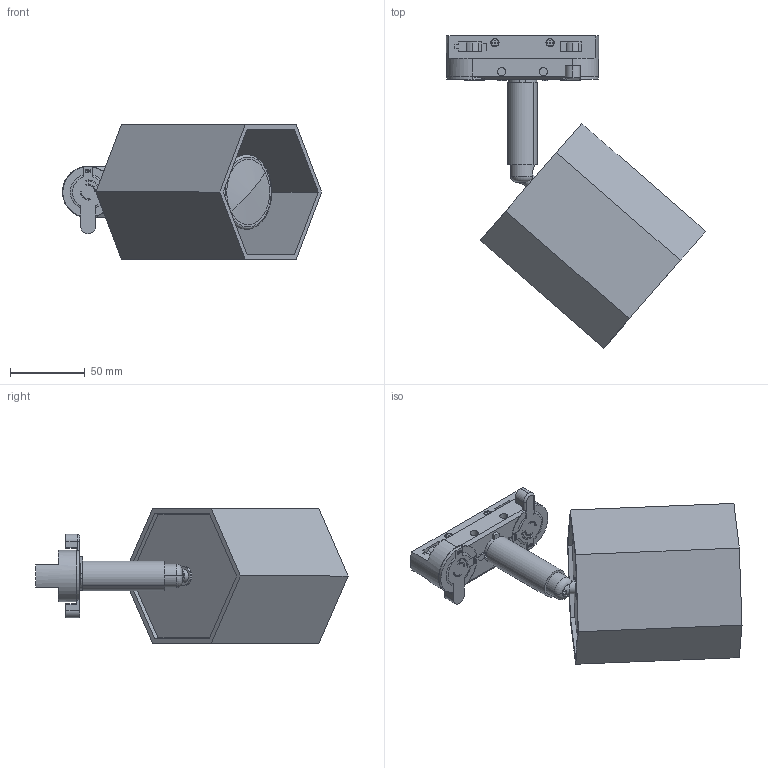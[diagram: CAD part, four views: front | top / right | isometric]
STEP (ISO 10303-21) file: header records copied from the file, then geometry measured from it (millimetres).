
FILE_DESCRIPTION (( 'STEP AP214' ), '1' );
FILE_NAME ('LSP226.STEP', '2021-11-27T09:22:18', ( 'GH' ), ( 'Microsoft' ), 'SwSTEP 2.0', 'SolidWorks 2013', '' );
FILE_SCHEMA (( 'AUTOMOTIVE_DESIGN' ));
Length unit declared in the file: millimetre
Products named in the file (11): LSP226; 鞠晚倛臏えA; JB-312; 蟀諉裝; 16勀砃芛; 16勀砃芛-2; 16勀砃芛-1; GU10腑芛+腑邐; GU-10; GU10腑芛-湍窪伎綴裔; 寢耋腑芠
Assembly tree (10 placements, depth 3):
  LSP226
    寢耋腑芠
    GU10腑芛+腑邐
      GU10腑芛-湍窪伎綴裔
      GU-10
    16勀砃芛
      16勀砃芛-1
      16勀砃芛-2
    蟀諉裝
    JB-312
    鞠晚倛臏えA
Bounding box: 173.77 x 209.27 x 90 mm (x, y, z)
Volume: 255163.1 mm3; surface area: 135592.9 mm2
Topology: 9 solids, 9 shells, 646 faces, 1680 edges, 1102 vertices
Faces by surface type: plane 404, cylinder 162, bspline 32, cone 28, torus 16, sphere 4
Entity records: 25509 total; most frequent: CARTESIAN_POINT 7360, ORIENTED_EDGE 3352, DIRECTION 3156, EDGE_CURVE 1676, VERTEX_POINT 1100, VECTOR 1080, LINE 1080, AXIS2_PLACEMENT_3D 1038
